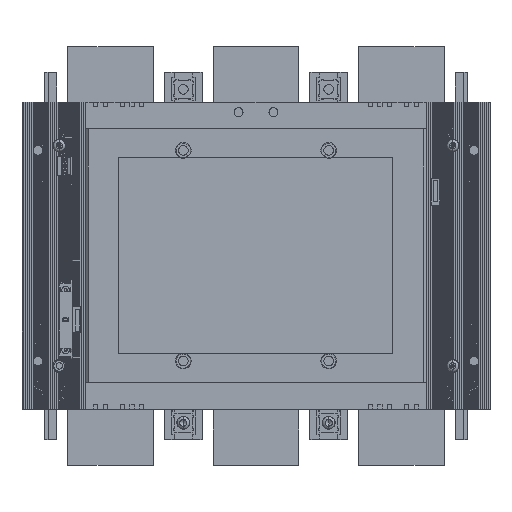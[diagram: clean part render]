
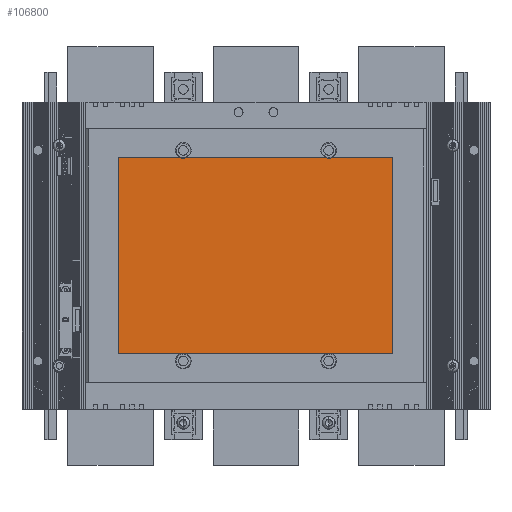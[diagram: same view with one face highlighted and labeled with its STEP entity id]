
A CAD part, top view. The second image highlights one B-rep face of the part: STEP entity #106800.
In plain terms, the highlighted planar face has unit normal (0, 0, 1).
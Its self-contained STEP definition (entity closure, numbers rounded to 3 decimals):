
#36605=CARTESIAN_POINT('',(68.,98.5,243.8));
#36606=DIRECTION('',(0.,0.,-1.));
#36607=DIRECTION('',(0.,-1.,0.));
#36608=AXIS2_PLACEMENT_3D('',#36605,#36606,#36607);
#36613=CARTESIAN_POINT('',(68.,98.5,243.8));
#36614=DIRECTION('',(0.,0.,-1.));
#36615=DIRECTION('',(0.296,-0.955,0.));
#36616=AXIS2_PLACEMENT_3D('',#36613,#36614,#36615);
#36621=DIRECTION('',(-1.,0.,0.));
#36622=VECTOR('',#36621,57.482);
#36623=CARTESIAN_POINT('',(127.65,91.5,243.8));
#36624=LINE('',#36623,#36622);
#36628=DIRECTION('',(0.,1.,0.));
#36629=VECTOR('',#36628,183.);
#36630=CARTESIAN_POINT('',(127.65,-91.5,243.8));
#36631=LINE('',#36630,#36629);
#36635=DIRECTION('',(1.,0.,0.));
#36636=VECTOR('',#36635,256.);
#36637=CARTESIAN_POINT('',(-128.35,-91.5,243.8));
#36638=LINE('',#36637,#36636);
#36642=DIRECTION('',(0.,-1.,0.));
#36643=VECTOR('',#36642,183.);
#36644=CARTESIAN_POINT('',(-128.35,91.5,243.8));
#36645=LINE('',#36644,#36643);
#36649=DIRECTION('',(-1.,0.,0.));
#36650=VECTOR('',#36649,194.182);
#36651=CARTESIAN_POINT('',(65.832,91.5,243.8));
#36652=LINE('',#36651,#36650);
#60338=CARTESIAN_POINT('',(-128.35,91.5,243.8));
#60339=CARTESIAN_POINT('',(-128.35,-91.5,243.8));
#60340=VERTEX_POINT('',#60338);
#60341=VERTEX_POINT('',#60339);
#60342=CARTESIAN_POINT('',(127.65,-91.5,243.8));
#60343=VERTEX_POINT('',#60342);
#60344=CARTESIAN_POINT('',(127.65,91.5,243.8));
#60345=VERTEX_POINT('',#60344);
#60372=CARTESIAN_POINT('',(68.,91.172,243.8));
#60373=CARTESIAN_POINT('',(65.832,91.5,243.8));
#60374=VERTEX_POINT('',#60372);
#60375=VERTEX_POINT('',#60373);
#60376=CARTESIAN_POINT('',(70.168,91.5,243.8));
#60377=VERTEX_POINT('',#60376);
#106786=CARTESIAN_POINT('',(0.,0.,243.8));
#106787=DIRECTION('',(0.,0.,1.));
#106788=DIRECTION('',(-1.,0.,0.));
#106789=AXIS2_PLACEMENT_3D('',#106786,#106787,#106788);
#106790=PLANE('',#106789);
#106791=ORIENTED_EDGE('',*,*,#106708,.F.);
#106792=ORIENTED_EDGE('',*,*,#106729,.F.);
#106793=ORIENTED_EDGE('',*,*,#106754,.F.);
#106794=ORIENTED_EDGE('',*,*,#106773,.F.);
#106795=ORIENTED_EDGE('',*,*,#106628,.F.);
#106796=ORIENTED_EDGE('',*,*,#106654,.F.);
#106797=ORIENTED_EDGE('',*,*,#106675,.F.);
#106798=EDGE_LOOP('',(#106791,#106792,#106793,#106794,#106795,#106796,#106797));
#106799=FACE_OUTER_BOUND('',#106798,.F.);
#36609=CIRCLE('',#36608,7.328);
#36617=CIRCLE('',#36616,7.328);
#106628=EDGE_CURVE('',#60341,#60343,#36638,.T.);
#106654=EDGE_CURVE('',#60340,#60341,#36645,.T.);
#106675=EDGE_CURVE('',#60375,#60340,#36652,.T.);
#106708=EDGE_CURVE('',#60374,#60375,#36609,.T.);
#106729=EDGE_CURVE('',#60377,#60374,#36617,.T.);
#106754=EDGE_CURVE('',#60345,#60377,#36624,.T.);
#106773=EDGE_CURVE('',#60343,#60345,#36631,.T.);
#106800=ADVANCED_FACE('',(#106799),#106790,.T.);
